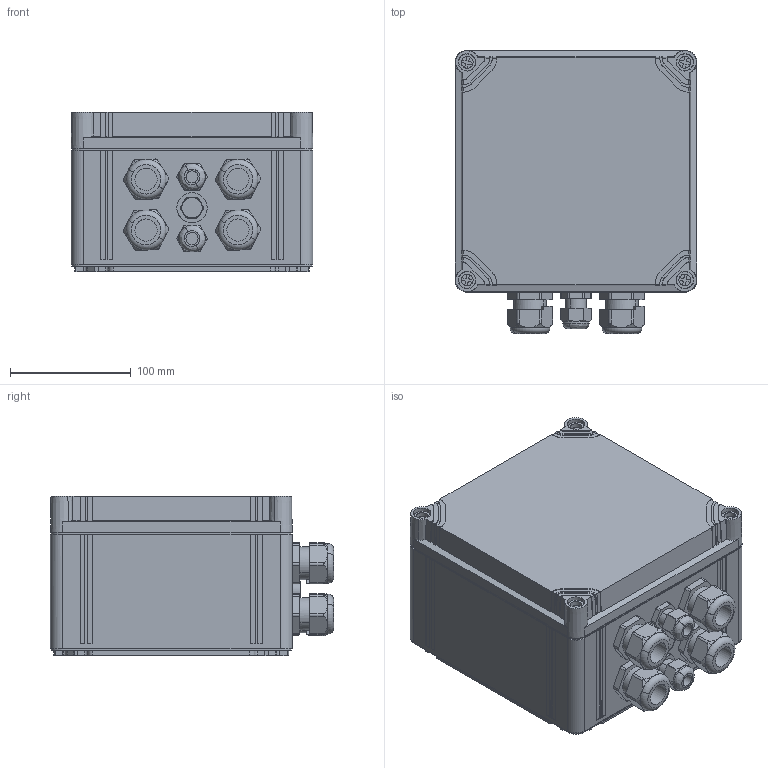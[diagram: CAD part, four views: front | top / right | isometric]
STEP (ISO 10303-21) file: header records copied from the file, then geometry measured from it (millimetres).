
FILE_DESCRIPTION(('CATIA V5 STEP Exchange','CAx-IF Rec.Pracs.--- Model Styling and Organization---1.4--- 2014-01-23'),'2;1');
FILE_NAME ('D1573901_1', '2023-05-12T07:49:00+00:00', ('none'), ('Weidmueller'), 'CATIA Version 5-6 Release 2016 SP3 HF44', 'CATIA V5 STEP AP214', 'none');
FILE_SCHEMA(('AUTOMOTIVE_DESIGN { 1 0 10303 214 1 1 1 1 }'));
Length unit declared in the file: millimetre
Products named in the file (1): S3D_PVN_DC_2IN-1OUTX2_2MPPT_SPDXR_CG_1-1kV
Bounding box: 200 x 234.21 x 132 mm (x, y, z)
Volume: 5132087 mm3; surface area: 332887 mm2
Topology: 13 solids, 13 shells, 911 faces, 2808 edges, 1984 vertices
Faces by surface type: plane 537, cylinder 250, cone 60, extrusion 48, torus 12, bspline 4
Entity records: 33795 total; most frequent: CARTESIAN_POINT 9671, ORIENTED_EDGE 5612, DIRECTION 3457, EDGE_CURVE 2806, VERTEX_POINT 1984, VECTOR 1575, LINE 1527, AXIS2_PLACEMENT_3D 1332
